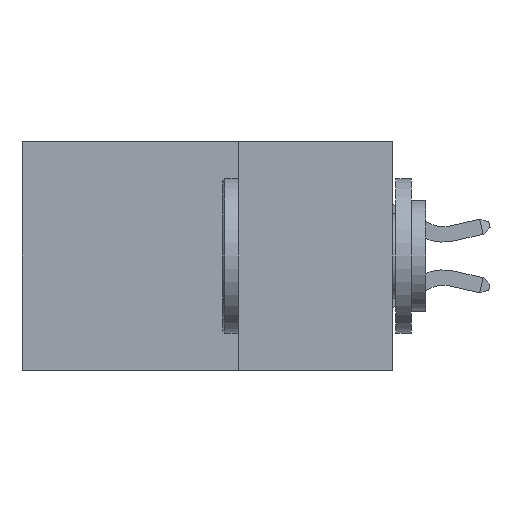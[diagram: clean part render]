
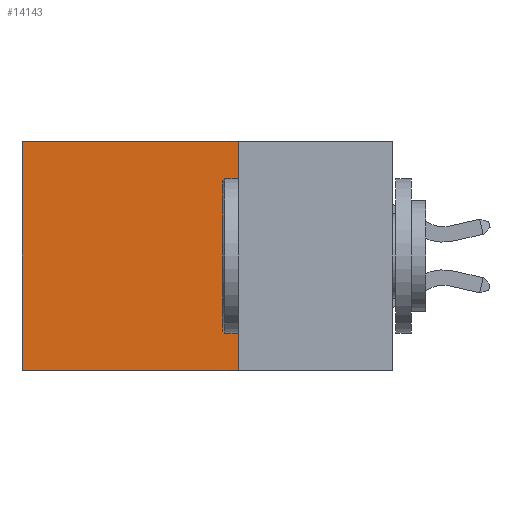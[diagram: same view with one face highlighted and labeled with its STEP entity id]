
A CAD part, left-side view. The second image highlights one B-rep face of the part: STEP entity #14143.
In plain terms, the highlighted planar face has unit normal (-1, 0, 0).
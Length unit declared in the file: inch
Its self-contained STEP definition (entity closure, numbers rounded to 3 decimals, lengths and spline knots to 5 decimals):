
#204 = VERTEX_POINT ( 'NONE', #1398 ) ;
#284 = VERTEX_POINT ( 'NONE', #7442 ) ;
#1398 = CARTESIAN_POINT ( 'NONE',  ( 0.2875, 0.6, 0. ) ) ;
#1550 = LINE ( 'NONE', #10291, #3844 ) ;
#1934 = DIRECTION ( 'NONE',  ( 0., 0., -1. ) ) ;
#2498 = DIRECTION ( 'NONE',  ( 0., 0., -1. ) ) ;
#3163 = CARTESIAN_POINT ( 'NONE',  ( 0.2875, 0.25, -0.37 ) ) ;
#3844 = VECTOR ( 'NONE', #1934, 39.37008 ) ;
#4232 = ORIENTED_EDGE ( 'NONE', *, *, #12827, .T. ) ;
#4264 = CARTESIAN_POINT ( 'NONE',  ( 0.2875, 0.25, 0. ) ) ;
#4755 = VECTOR ( 'NONE', #2498, 39.37008 ) ;
#5239 = CARTESIAN_POINT ( 'NONE',  ( 0.2875, 0.6, -0.37 ) ) ;
#5256 = PLANE ( 'NONE',  #9478 ) ;
#5594 = ORIENTED_EDGE ( 'NONE', *, *, #14429, .F. ) ;
#5651 = DIRECTION ( 'NONE',  ( 0., 1., 0. ) ) ;
#6195 = CARTESIAN_POINT ( 'NONE',  ( 0.2875, 0.25, 0. ) ) ;
#7442 = CARTESIAN_POINT ( 'NONE',  ( 0.2875, 0.25, -0.37 ) ) ;
#7934 = LINE ( 'NONE', #6195, #4755 ) ;
#7956 = ORIENTED_EDGE ( 'NONE', *, *, #9250, .F. ) ;
#8126 = FACE_OUTER_BOUND ( 'NONE', #10875, .T. ) ;
#8135 = VECTOR ( 'NONE', #14024, 39.37008 ) ;
#8550 = VERTEX_POINT ( 'NONE', #5239 ) ;
#8665 = CARTESIAN_POINT ( 'NONE',  ( 0.2875, 0.25, 0. ) ) ;
#9250 = EDGE_CURVE ( 'NONE', #284, #8550, #15267, .T. ) ;
#9259 = LINE ( 'NONE', #4264, #8135 ) ;
#9478 = AXIS2_PLACEMENT_3D ( 'NONE', #13698, #11702, #9773 ) ;
#9773 = DIRECTION ( 'NONE',  ( 0., 0., -1. ) ) ;
#10291 = CARTESIAN_POINT ( 'NONE',  ( 0.2875, 0.6, 0. ) ) ;
#10875 = EDGE_LOOP ( 'NONE', ( #4232, #7956, #5594, #11491 ) ) ;
#11491 = ORIENTED_EDGE ( 'NONE', *, *, #13613, .T. ) ;
#11702 = DIRECTION ( 'NONE',  ( 1., 0., 0. ) ) ;
#11841 = VECTOR ( 'NONE', #5651, 39.37008 ) ;
#12827 = EDGE_CURVE ( 'NONE', #204, #8550, #1550, .T. ) ;
#13236 = VERTEX_POINT ( 'NONE', #8665 ) ;
#13613 = EDGE_CURVE ( 'NONE', #13236, #204, #9259, .T. ) ;
#13698 = CARTESIAN_POINT ( 'NONE',  ( 0.2875, 0.25, 0. ) ) ;
#14024 = DIRECTION ( 'NONE',  ( 0., 1., 0. ) ) ;
#14143 = ADVANCED_FACE ( 'NONE', ( #8126 ), #5256, .F. ) ;
#14429 = EDGE_CURVE ( 'NONE', #13236, #284, #7934, .T. ) ;
#15267 = LINE ( 'NONE', #3163, #11841 ) ;
